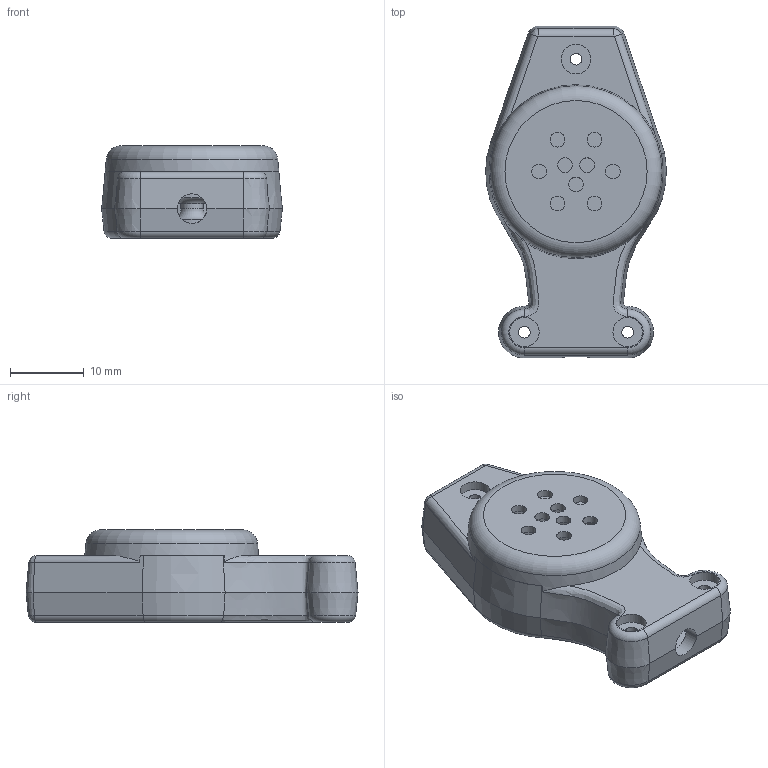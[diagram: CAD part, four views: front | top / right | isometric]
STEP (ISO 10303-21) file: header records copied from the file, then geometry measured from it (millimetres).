
FILE_DESCRIPTION(/* description */ (''),/* implementation_level */ '2;1');
FILE_NAME(/* name */ 'Sordin Mic Head.step',/* time_stamp */ '2019-10-17T20:54:50+03:00',/* author */ (''),/* organization */ (''),/* preprocessor_version */ 'ST-DEVELOPER v18',/* originating_system */ 'Autodesk Translation Framework v8.6.0.1094',/* authorisation */ '');
FILE_SCHEMA (('AUTOMOTIVE_DESIGN { 1 0 10303 214 3 1 1 }'));
Length unit declared in the file: millimetre
Products named in the file (3): Mic Head; Lower; Upper
Assembly tree (2 placements, depth 2):
  Mic Head
    Lower
    Upper
Bounding box: 24.49 x 45 x 12.5 mm (x, y, z)
Volume: 5491.9 mm3; surface area: 6348.4 mm2
Topology: 2 solids, 2 shells, 136 faces, 327 edges, 211 vertices
Faces by surface type: plane 52, cylinder 48, cone 13, bspline 12, torus 11
Full cylindrical faces by diameter (mm): 1.6 x6, 2 x9, 3 x1, 3.3 x1, 3.4 x3, 4 x9, 9 x2, 16 x1, 19.5 x1, 20 x1
Entity records: 5735 total; most frequent: CARTESIAN_POINT 2396, DIRECTION 698, ORIENTED_EDGE 654, EDGE_CURVE 327, AXIS2_PLACEMENT_3D 281, VERTEX_POINT 211, EDGE_LOOP 184, CIRCLE 150
